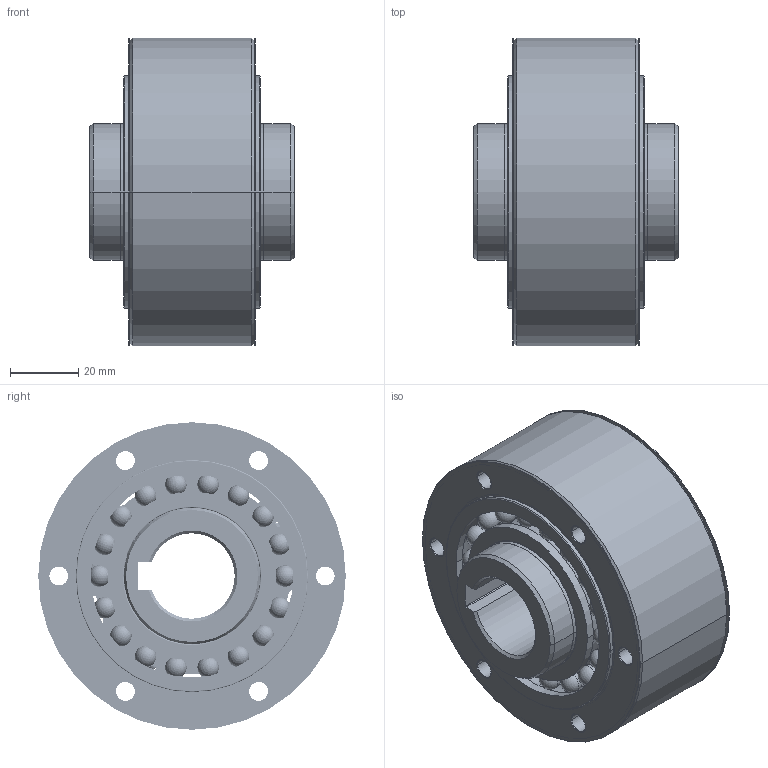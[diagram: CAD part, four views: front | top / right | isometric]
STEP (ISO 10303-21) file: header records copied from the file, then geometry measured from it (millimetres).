
FILE_DESCRIPTION((''),'2;1');
FILE_NAME('FREILAUF_AL_25_ASM','2023-04-28T',('SYSTEM'),(''),'PRO/ENGINEER BY PARAMETRIC TECHNOLOGY CORPORATION, 2016360','PRO/ENGINEER BY PARAMETRIC TECHNOLOGY CORPORATION, 2016360','');
FILE_SCHEMA(('AUTOMOTIVE_DESIGN { 1 0 10303 214 1 1 1 1 }'));
Length unit declared in the file: millimetre
Products named in the file (14): STERN_AL_25_2A_NICO_1; DRUCKBOLZEN_AE20_1; DRUCKFEDER_AE20_5A_1; ANFED_KPL_AE20_6_AE20_5A_ASM_1_ASM; ROLLE_GFR_25_NICO_1; SCHEIBE_AL_25_NICO_1; DIN625_A16008_AF0_1; DIN625_I16008_AF0_1; DIN625_K9_1; DIN625_16008_HD_ASM_1_ASM; A-RING_AL_25_NICO_1; DICHTRING_AL25_1; FREILAUF_AL_25_NICO_ASM_1_ASM; FREILAUF_AL_25_ASM
Assembly tree (46 placements, depth 4):
  FREILAUF_AL_25_ASM
    FREILAUF_AL_25_NICO_ASM_1_ASM
      STERN_AL_25_2A_NICO_1
      ANFED_KPL_AE20_6_AE20_5A_ASM_1_ASM  x10
        DRUCKBOLZEN_AE20_1
        DRUCKFEDER_AE20_5A_1
      ROLLE_GFR_25_NICO_1  x5
      SCHEIBE_AL_25_NICO_1  x2
      DIN625_16008_HD_ASM_1_ASM  x2
        DIN625_A16008_AF0_1
        DIN625_I16008_AF0_1
        DIN625_K9_1
      A-RING_AL_25_NICO_1
      DICHTRING_AL25_1  x2
Bounding box: 60 x 90 x 90 mm (x, y, z)
Volume: 208029.7 mm3; surface area: 92117.3 mm2
Topology: 71 solids, 71 shells, 549 faces, 1373 edges, 826 vertices
Faces by surface type: cylinder 166, sphere 108, plane 97, cone 74, bspline 60, torus 44
Entity records: 8476 total; most frequent: CARTESIAN_POINT 2475, DIRECTION 1289, ORIENTED_EDGE 918, AXIS2_PLACEMENT_3D 562, EDGE_CURVE 459, VERTEX_POINT 307, CIRCLE 276, EDGE_LOOP 238
